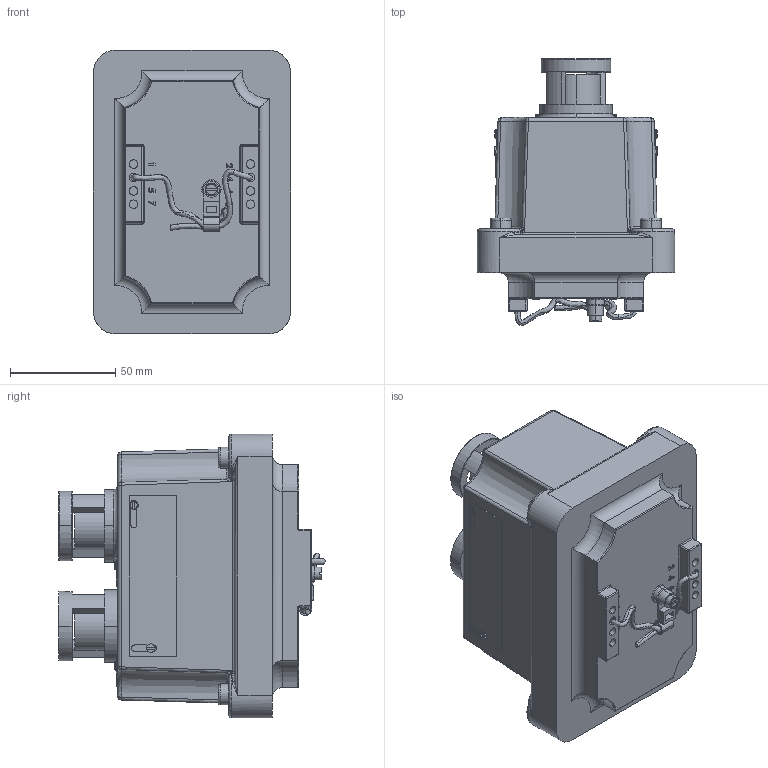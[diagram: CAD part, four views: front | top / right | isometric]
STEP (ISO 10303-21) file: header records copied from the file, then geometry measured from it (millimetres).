
FILE_DESCRIPTION (( 'STEP AP214' ), '1' );
FILE_NAME ('FXCS-0B30RLD-GLD.step', '2016-03-09T20:31:51', ( '' ), ( '' ), 'SwSTEP 2.0', 'SolidWorks 2015', '' );
FILE_SCHEMA (( 'AUTOMOTIVE_DESIGN' ));
Length unit declared in the file: inch
Products named in the file (1): FXCS-0B30RLD-GLD
Bounding box: 93.73 x 126.71 x 134.87 mm (x, y, z)
Volume: 816992.5 mm3; surface area: 68670.5 mm2
Topology: 1 solids, 1 shells, 746 faces, 1930 edges, 1160 vertices
Faces by surface type: plane 314, cylinder 165, bspline 149, torus 80, sphere 32, cone 6
Entity records: 35485 total; most frequent: CARTESIAN_POINT 13008, ORIENTED_EDGE 3764, DIRECTION 3260, EDGE_CURVE 1882, AXIS2_PLACEMENT_3D 1209, VERTEX_POINT 1160, LINE 842, VECTOR 842
